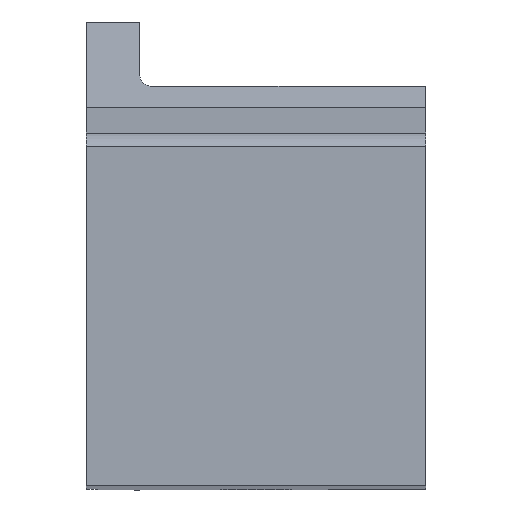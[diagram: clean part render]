
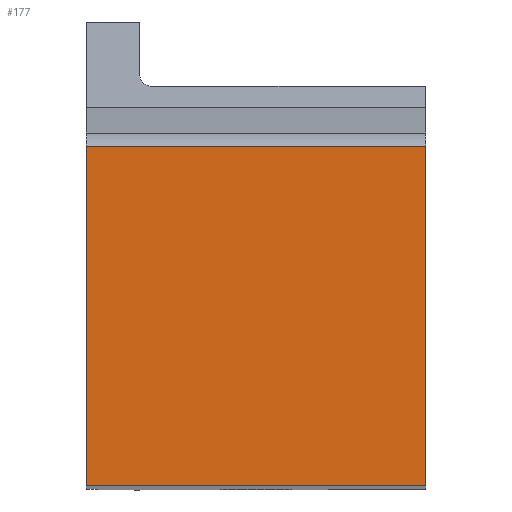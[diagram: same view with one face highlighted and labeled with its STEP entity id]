
A CAD part, top view. The second image highlights one B-rep face of the part: STEP entity #177.
In plain terms, the highlighted planar face has unit normal (0, 0, 1).
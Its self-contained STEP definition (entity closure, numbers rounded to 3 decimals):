
#177=ADVANCED_FACE('',(#356),#286,.T.);
#286=PLANE('',#2760);
#356=FACE_OUTER_BOUND('',#482,.T.);
#482=EDGE_LOOP('',(#805,#806,#807,#808));
#805=ORIENTED_EDGE('',*,*,#1691,.F.);
#806=ORIENTED_EDGE('',*,*,#1665,.F.);
#807=ORIENTED_EDGE('',*,*,#1694,.F.);
#808=ORIENTED_EDGE('',*,*,#1676,.F.);
#1384=VERTEX_POINT('',#4302);
#1385=VERTEX_POINT('',#4304);
#1394=VERTEX_POINT('',#4326);
#1395=VERTEX_POINT('',#4327);
#1665=EDGE_CURVE('',#1384,#1385,#2272,.T.);
#1676=EDGE_CURVE('',#1394,#1395,#2282,.T.);
#1691=EDGE_CURVE('',#1385,#1394,#2294,.T.);
#1694=EDGE_CURVE('',#1395,#1384,#2295,.T.);
#2272=LINE('',#4303,#2474);
#2282=LINE('',#4325,#2484);
#2294=LINE('',#4354,#2496);
#2295=LINE('',#4360,#2497);
#2474=VECTOR('',#3113,1.);
#2484=VECTOR('',#3129,1.);
#2496=VECTOR('',#3149,1.);
#2497=VECTOR('',#3156,1.);
#2760=AXIS2_PLACEMENT_3D('',#4361,#3157,#3158);
#3113=DIRECTION('',(0.,-1.,0.));
#3129=DIRECTION('',(0.,1.,0.));
#3149=DIRECTION('',(-1.,0.,0.));
#3156=DIRECTION('',(1.,0.,0.));
#3157=DIRECTION('',(0.,0.,1.));
#3158=DIRECTION('',(-1.,0.,0.));
#4302=CARTESIAN_POINT('',(0.,15.875,0.));
#4303=CARTESIAN_POINT('',(0.,15.875,0.));
#4304=CARTESIAN_POINT('',(0.,0.,0.));
#4325=CARTESIAN_POINT('',(-15.875,0.,0.));
#4326=CARTESIAN_POINT('',(-15.875,0.,0.));
#4327=CARTESIAN_POINT('',(-15.875,15.875,0.));
#4354=CARTESIAN_POINT('',(0.,0.,0.));
#4360=CARTESIAN_POINT('',(-15.875,15.875,0.));
#4361=CARTESIAN_POINT('',(-7.938,7.938,0.));
